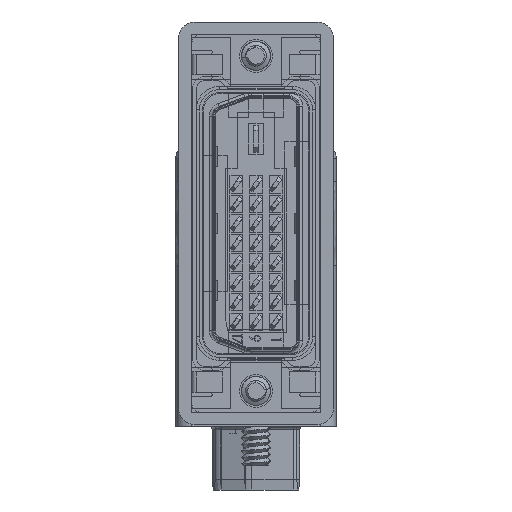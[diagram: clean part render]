
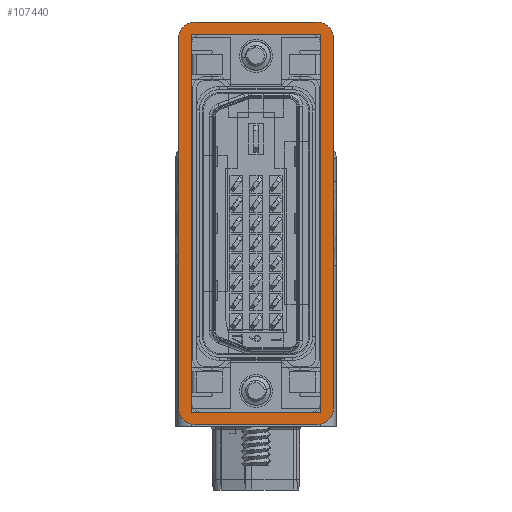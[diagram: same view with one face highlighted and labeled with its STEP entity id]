
A CAD part, left-side view. The second image highlights one B-rep face of the part: STEP entity #107440.
In plain terms, the highlighted face is planar.
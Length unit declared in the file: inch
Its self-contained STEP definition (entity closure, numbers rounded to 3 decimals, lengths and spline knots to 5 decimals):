
#12 = LINE ( 'NONE', #3598, #18 ) ;
#18 = VECTOR ( 'NONE', #3602, 39.37008 ) ;
#33 = LINE ( 'NONE', #3619, #36 ) ;
#36 = VECTOR ( 'NONE', #3620, 39.37008 ) ;
#3598 = CARTESIAN_POINT ( 'NONE',  ( 0.76772, -0.24803, 0. ) ) ;
#3602 = DIRECTION ( 'NONE',  ( 1., 0., 0. ) ) ;
#3619 = CARTESIAN_POINT ( 'NONE',  ( 0.27559, 0.24803, 0. ) ) ;
#3620 = DIRECTION ( 'NONE',  ( -1., 0., 0. ) ) ;
#10313 = VERTEX_POINT ( 'NONE', #11513 ) ;
#10355 = VERTEX_POINT ( 'NONE', #11539 ) ;
#10437 = VERTEX_POINT ( 'NONE', #11598 ) ;
#10439 = VERTEX_POINT ( 'NONE', #11600 ) ;
#10473 = VERTEX_POINT ( 'NONE', #11619 ) ;
#10478 = VERTEX_POINT ( 'NONE', #11621 ) ;
#10505 = VERTEX_POINT ( 'NONE', #11635 ) ;
#10574 = VERTEX_POINT ( 'NONE', #11678 ) ;
#10586 = VERTEX_POINT ( 'NONE', #11681 ) ;
#10601 = VERTEX_POINT ( 'NONE', #11688 ) ;
#10671 = VERTEX_POINT ( 'NONE', #11731 ) ;
#10675 = VERTEX_POINT ( 'NONE', #11734 ) ;
#11513 = CARTESIAN_POINT ( 'NONE',  ( 0.72244, -0.24803, 0. ) ) ;
#11539 = CARTESIAN_POINT ( 'NONE',  ( 0.70866, 0.29528, 0. ) ) ;
#11598 = CARTESIAN_POINT ( 'NONE',  ( 0.72244, 0.24803, 0. ) ) ;
#11600 = CARTESIAN_POINT ( 'NONE',  ( -0.72244, 0.24803, 0. ) ) ;
#11619 = CARTESIAN_POINT ( 'NONE',  ( -0.76772, 0.23622, 0. ) ) ;
#11621 = CARTESIAN_POINT ( 'NONE',  ( 0.76772, 0.23622, 0. ) ) ;
#11635 = CARTESIAN_POINT ( 'NONE',  ( -0.72244, -0.24803, 0. ) ) ;
#11678 = CARTESIAN_POINT ( 'NONE',  ( -0.70866, 0.29528, 0. ) ) ;
#11681 = CARTESIAN_POINT ( 'NONE',  ( 0.70866, -0.29528, 0. ) ) ;
#11688 = CARTESIAN_POINT ( 'NONE',  ( 0.76772, -0.23622, 0. ) ) ;
#11731 = CARTESIAN_POINT ( 'NONE',  ( -0.76772, -0.23622, 0. ) ) ;
#11734 = CARTESIAN_POINT ( 'NONE',  ( -0.70866, -0.29528, 0. ) ) ;
#21626 = EDGE_CURVE ( 'NONE', #10505, #10313, #12, .T. ) ;
#21645 = EDGE_CURVE ( 'NONE', #10437, #10439, #33, .T. ) ;
#25528 = EDGE_LOOP ( 'NONE', ( #78676, #78677, #78678, #78679, #78680, #78681, #78682, #78683 ) ) ;
#26516 = EDGE_LOOP ( 'NONE', ( #78684, #78685, #78686, #78687 ) ) ;
#34938 = AXIS2_PLACEMENT_3D ( 'NONE', #58851, #58840, #58855 ) ;
#35231 = AXIS2_PLACEMENT_3D ( 'NONE', #85571, #85573, #85576 ) ;
#35232 = AXIS2_PLACEMENT_3D ( 'NONE', #85664, #85667, #85670 ) ;
#35233 = AXIS2_PLACEMENT_3D ( 'NONE', #85972, #85974, #85976 ) ;
#35234 = AXIS2_PLACEMENT_3D ( 'NONE', #86043, #86046, #86049 ) ;
#54457 = FACE_BOUND ( 'NONE', #26516, .T. ) ;
#54459 = FACE_OUTER_BOUND ( 'NONE', #25528, .T. ) ;
#58840 = DIRECTION ( 'NONE',  ( 0., 0., -1. ) ) ;
#58851 = CARTESIAN_POINT ( 'NONE',  ( 0.76772, -0.29528, 0. ) ) ;
#58853 = PLANE ( 'NONE',  #34938 ) ;
#58855 = DIRECTION ( 'NONE',  ( -1., 0., 0. ) ) ;
#78676 = ORIENTED_EDGE ( 'NONE', *, *, #109601, .T. ) ;
#78677 = ORIENTED_EDGE ( 'NONE', *, *, #109603, .T. ) ;
#78678 = ORIENTED_EDGE ( 'NONE', *, *, #109575, .T. ) ;
#78679 = ORIENTED_EDGE ( 'NONE', *, *, #109579, .T. ) ;
#78680 = ORIENTED_EDGE ( 'NONE', *, *, #109585, .T. ) ;
#78681 = ORIENTED_EDGE ( 'NONE', *, *, #109587, .T. ) ;
#78682 = ORIENTED_EDGE ( 'NONE', *, *, #109593, .T. ) ;
#78683 = ORIENTED_EDGE ( 'NONE', *, *, #109595, .T. ) ;
#78684 = ORIENTED_EDGE ( 'NONE', *, *, #109571, .T. ) ;
#78685 = ORIENTED_EDGE ( 'NONE', *, *, #21626, .T. ) ;
#78686 = ORIENTED_EDGE ( 'NONE', *, *, #109565, .T. ) ;
#78687 = ORIENTED_EDGE ( 'NONE', *, *, #21645, .T. ) ;
#81982 = LINE ( 'NONE', #85008, #81983 ) ;
#81983 = VECTOR ( 'NONE', #85011, 39.37008 ) ;
#81991 = LINE ( 'NONE', #85229, #81992 ) ;
#81992 = VECTOR ( 'NONE', #85234, 39.37008 ) ;
#81996 = LINE ( 'NONE', #85239, #81998 ) ;
#81998 = VECTOR ( 'NONE', #85242, 39.37008 ) ;
#82001 = CIRCLE ( 'NONE', #35231, 0.05906 ) ;
#82008 = LINE ( 'NONE', #85633, #82009 ) ;
#82009 = VECTOR ( 'NONE', #85638, 39.37008 ) ;
#82010 = CIRCLE ( 'NONE', #35232, 0.05906 ) ;
#82012 = LINE ( 'NONE', #85920, #82018 ) ;
#82018 = VECTOR ( 'NONE', #85940, 39.37008 ) ;
#82019 = CIRCLE ( 'NONE', #35233, 0.05906 ) ;
#82026 = LINE ( 'NONE', #86010, #82028 ) ;
#82028 = VECTOR ( 'NONE', #86015, 39.37008 ) ;
#82029 = CIRCLE ( 'NONE', #35234, 0.05906 ) ;
#85008 = CARTESIAN_POINT ( 'NONE',  ( 0.72244, -0.29528, 0. ) ) ;
#85011 = DIRECTION ( 'NONE',  ( 0., 1., 0. ) ) ;
#85229 = CARTESIAN_POINT ( 'NONE',  ( -0.72244, -0.29528, 0. ) ) ;
#85234 = DIRECTION ( 'NONE',  ( 0., -1., 0. ) ) ;
#85239 = CARTESIAN_POINT ( 'NONE',  ( 0.76772, 0.29528, 0. ) ) ;
#85242 = DIRECTION ( 'NONE',  ( 1., 0., 0. ) ) ;
#85571 = CARTESIAN_POINT ( 'NONE',  ( 0.70866, 0.23622, 0. ) ) ;
#85573 = DIRECTION ( 'NONE',  ( 0., 0., -1. ) ) ;
#85576 = DIRECTION ( 'NONE',  ( -1., 0., 0. ) ) ;
#85633 = CARTESIAN_POINT ( 'NONE',  ( 0.76772, -0.29528, 0. ) ) ;
#85638 = DIRECTION ( 'NONE',  ( 0., -1., 0. ) ) ;
#85664 = CARTESIAN_POINT ( 'NONE',  ( 0.70866, -0.23622, 0. ) ) ;
#85667 = DIRECTION ( 'NONE',  ( 0., 0., -1. ) ) ;
#85670 = DIRECTION ( 'NONE',  ( -1., 0., 0. ) ) ;
#85920 = CARTESIAN_POINT ( 'NONE',  ( 0.76772, -0.29528, 0. ) ) ;
#85940 = DIRECTION ( 'NONE',  ( -1., 0., 0. ) ) ;
#85972 = CARTESIAN_POINT ( 'NONE',  ( -0.70866, -0.23622, 0. ) ) ;
#85974 = DIRECTION ( 'NONE',  ( 0., 0., -1. ) ) ;
#85976 = DIRECTION ( 'NONE',  ( -1., 0., 0. ) ) ;
#86010 = CARTESIAN_POINT ( 'NONE',  ( -0.76772, -0.29528, 0. ) ) ;
#86015 = DIRECTION ( 'NONE',  ( 0., 1., 0. ) ) ;
#86043 = CARTESIAN_POINT ( 'NONE',  ( -0.70866, 0.23622, 0. ) ) ;
#86046 = DIRECTION ( 'NONE',  ( 0., 0., -1. ) ) ;
#86049 = DIRECTION ( 'NONE',  ( -1., 0., 0. ) ) ;
#107440 = ADVANCED_FACE ( 'NONE', ( #54459, #54457 ), #58853, .T. ) ;
#109565 = EDGE_CURVE ( 'NONE', #10313, #10437, #81982, .T. ) ;
#109571 = EDGE_CURVE ( 'NONE', #10439, #10505, #81991, .T. ) ;
#109575 = EDGE_CURVE ( 'NONE', #10574, #10355, #81996, .T. ) ;
#109579 = EDGE_CURVE ( 'NONE', #10355, #10478, #82001, .T. ) ;
#109585 = EDGE_CURVE ( 'NONE', #10478, #10601, #82008, .T. ) ;
#109587 = EDGE_CURVE ( 'NONE', #10601, #10586, #82010, .T. ) ;
#109593 = EDGE_CURVE ( 'NONE', #10586, #10675, #82012, .T. ) ;
#109595 = EDGE_CURVE ( 'NONE', #10675, #10671, #82019, .T. ) ;
#109601 = EDGE_CURVE ( 'NONE', #10671, #10473, #82026, .T. ) ;
#109603 = EDGE_CURVE ( 'NONE', #10473, #10574, #82029, .T. ) ;
